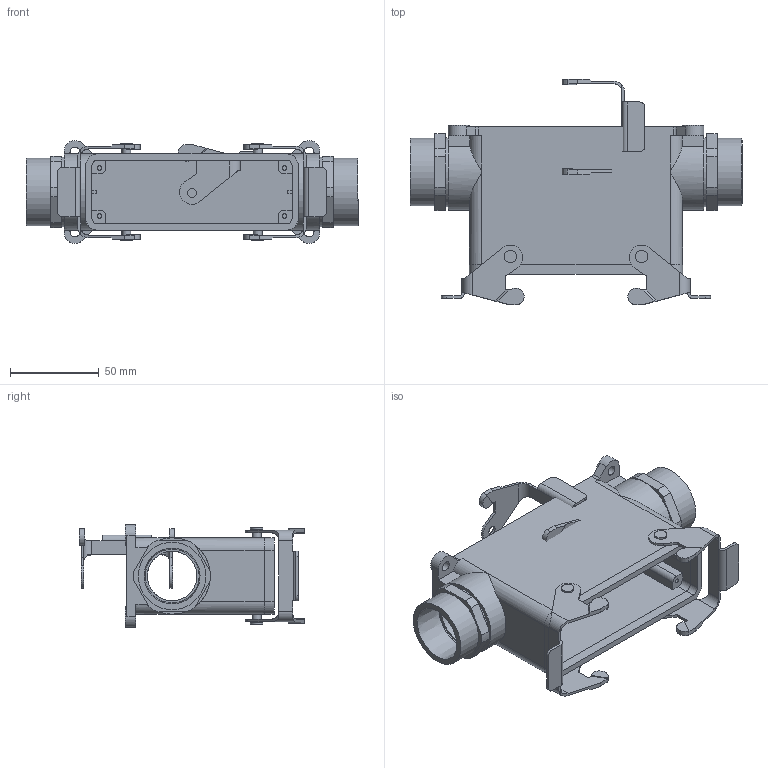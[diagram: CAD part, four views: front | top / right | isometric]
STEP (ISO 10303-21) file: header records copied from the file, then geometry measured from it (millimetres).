
FILE_DESCRIPTION( ( 'Unknown' ), '1' );
FILE_NAME( 'H_B_24_SGRLH_NPT_1_ASM.stp', 'Unknown', ( 'Unknown' ), ( 'Unknown' ), 'PSStep 11.0', 'Unknown', ' ' );
FILE_SCHEMA( ( 'AUTOMOTIVE_DESIGN { 1 0 10303 214 1 1 1 1 }' ) );
Length unit declared in the file: millimetre
Products named in the file (3): Assem1; H_B_24_SGRLH_NPT_1; H_B_10_QB_C
Bounding box: 187 x 126.85 x 58 mm (x, y, z)
Volume: 336581.4 mm3; surface area: 168189.6 mm2
Topology: 5 solids, 5 shells, 506 faces, 1346 edges, 890 vertices
Faces by surface type: plane 312, cylinder 190, cone 4
Full cylindrical faces by diameter (mm): 2.459 x8, 4.9 x8, 5 x6, 5.5 x8, 7 x8, 12 x8, 28 x4, 30.411 x4, 38 x4, 39 x4
Entity records: 9026 total; most frequent: CARTESIAN_POINT 1515, DIRECTION 1188, ORIENTED_EDGE 1114, EDGE_CURVE 557, AXIS2_PLACEMENT_3D 415, VERTEX_POINT 384, LINE 358, VECTOR 358
